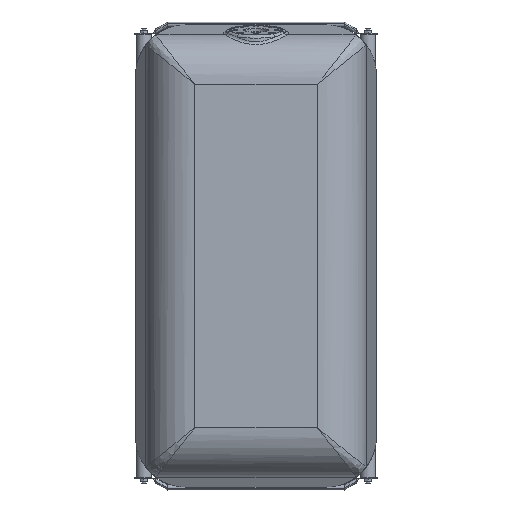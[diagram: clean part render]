
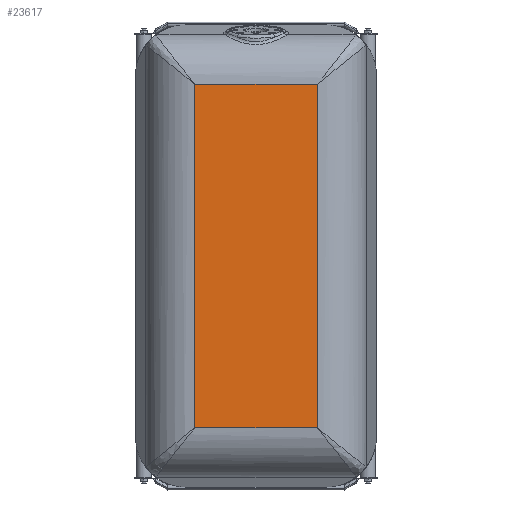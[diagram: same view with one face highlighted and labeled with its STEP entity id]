
A CAD part, front view. The second image highlights one B-rep face of the part: STEP entity #23617.
In plain terms, the highlighted face is planar.
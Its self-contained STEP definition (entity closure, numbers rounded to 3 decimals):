
#1989=LINE('',#45871,#3489);
#1992=LINE('',#45980,#3492);
#1994=LINE('',#46061,#3494);
#2041=LINE('',#47137,#3541);
#3489=VECTOR('',#30419,102.708);
#3492=VECTOR('',#30432,102.708);
#3494=VECTOR('',#30440,36.508);
#3541=VECTOR('',#30625,36.508);
#4837=PLANE('',#25630);
#6279=FACE_OUTER_BOUND('',#7767,.T.);
#7767=EDGE_LOOP('',(#19617,#19618,#19619,#19620));
#10857=VERTEX_POINT('',#45866);
#10858=VERTEX_POINT('',#45870);
#10863=VERTEX_POINT('',#45968);
#10865=VERTEX_POINT('',#45978);
#13791=EDGE_CURVE('',#10857,#10858,#1989,.T.);
#13801=EDGE_CURVE('',#10865,#10863,#1992,.T.);
#13806=EDGE_CURVE('',#10858,#10865,#1994,.T.);
#13916=EDGE_CURVE('',#10863,#10857,#2041,.T.);
#19617=ORIENTED_EDGE('',*,*,#13916,.F.);
#19618=ORIENTED_EDGE('',*,*,#13801,.F.);
#19619=ORIENTED_EDGE('',*,*,#13806,.F.);
#19620=ORIENTED_EDGE('',*,*,#13791,.F.);
#23617=ADVANCED_FACE('',(#6279),#4837,.T.);
#25630=AXIS2_PLACEMENT_3D('',#47169,#30639,#30640);
#30419=DIRECTION('',(0.,0.,-1.));
#30432=DIRECTION('',(0.,0.,1.));
#30440=DIRECTION('',(-1.,0.,0.));
#30625=DIRECTION('',(1.,0.,0.));
#30639=DIRECTION('center_axis',(0.,-1.,0.));
#30640=DIRECTION('ref_axis',(1.,0.,0.));
#45866=CARTESIAN_POINT('',(18.254,-65.5,51.354));
#45870=CARTESIAN_POINT('',(18.254,-65.5,-51.354));
#45871=CARTESIAN_POINT('',(18.254,-65.5,-51.354));
#45968=CARTESIAN_POINT('',(-18.254,-65.5,51.354));
#45978=CARTESIAN_POINT('',(-18.254,-65.5,-51.354));
#45980=CARTESIAN_POINT('',(-18.254,-65.5,69.1));
#46061=CARTESIAN_POINT('',(-18.254,-65.5,-51.354));
#47137=CARTESIAN_POINT('',(18.254,-65.5,51.354));
#47169=CARTESIAN_POINT('Origin',(-36.,-65.5,0.));
